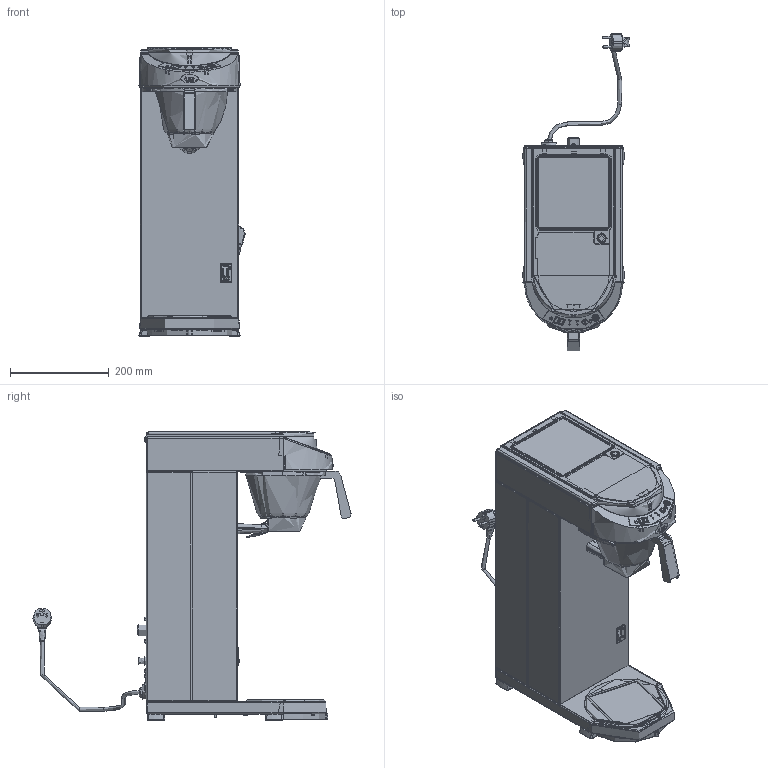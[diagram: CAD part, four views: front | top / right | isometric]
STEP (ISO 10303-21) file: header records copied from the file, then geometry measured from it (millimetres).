
FILE_DESCRIPTION(/* description */ ('MT200 - ZWART'),/* implementation_level */ '2;1');
FILE_NAME(/* name */ '10572.stp',/* time_stamp */ '2020-05-12T09:07:02+02:00',/* author */ ('jkloosterman'),/* organization */ (''),/* preprocessor_version */ 'ST-DEVELOPER v17.2',/* originating_system */ 'Autodesk Inventor 2019',/* authorisation */ '');
FILE_SCHEMA (('AUTOMOTIVE_DESIGN { 1 0 10303 214 3 1 1 }'));
Products named in the file (115): 10572; 12709; 12732; 12721; 12715; 12715_1; 07939; 12717; 12761; 05191; 12745; 07941; 12750; 12774; 05083; 02180; 02180_1; 02180_2; 07943; 99231; 08399; 08401; 12235; 08421; 05036; 08400; 05051; 02890; 02890 PART1; 02890 PART2; 02890 PART3; 02890 PART4; 12729; 12729.LIP GEZET; 12834-GEBOGEN; 12736; 02947; 02947-PART1; 02947-PART2; 12824 ...
Assembly tree (167 placements, depth 5):
  10572
    12709
      12732
      12721
      12715
        12715_1
        07939
        12717
      12761
    05191
    12745
    07941  x4
    12750
      12774
      05083  x3
    02180
      02180_1
      02180_2
    07943
    99231
      08399
      08401
      12235
      08421
      05036
      08400
      05051
      05050
      02890
        02890 PART1
        02890 PART2
        02890 PART3
        02890 PART4
    12729
      12729.LIP GEZET
      12834-GEBOGEN
    12736
    02947
      02947-PART1
      02947-PART2
    12824
      02571
      02178
    05379  x12
    12706
      12282
        12267
        12702
         
         _1
         _2
         _3
         _4
      02970
      02971
    02929
      1008538
        02929 HUIS
        02929 MOER
        02929 DOP
Bounding box: 215.11 x 644.15 x 583.9 mm (x, y, z)
Volume: 1837547.3 mm3
Topology: 170 solids, 178 shells, 8404 faces, 22012 edges, 14219 vertices
Faces by surface type: plane 4860, cylinder 1662, bspline 951, cone 498, torus 316, sphere 117
Full cylindrical faces by diameter (mm): 0.45 x10, 0.5 x3, 0.599 x2, 0.6 x1, 0.799 x3, 0.8 x2, 1.199 x3, 1.2 x6, 1.4 x8, 1.5 x6, 1.6 x6, 1.7 x8, 2 x19, 2.2 x1, 2.5 x12, 2.6 x2, 2.7 x7, 2.729 x3, 2.8 x6, 2.9 x2, 3 x15, 3.005 x2, 3.023 x2, 3.2 x9, 3.3 x12, 3.5 x25, 3.501 x12, 3.621 x4, 3.8 x2, 4 x35
Entity records: 280747 total; most frequent: CARTESIAN_POINT 103897, ORIENTED_EDGE 36862, DIRECTION 34155, EDGE_CURVE 18431, VERTEX_POINT 11915, AXIS2_PLACEMENT_3D 11725, LINE 10705, VECTOR 10705
